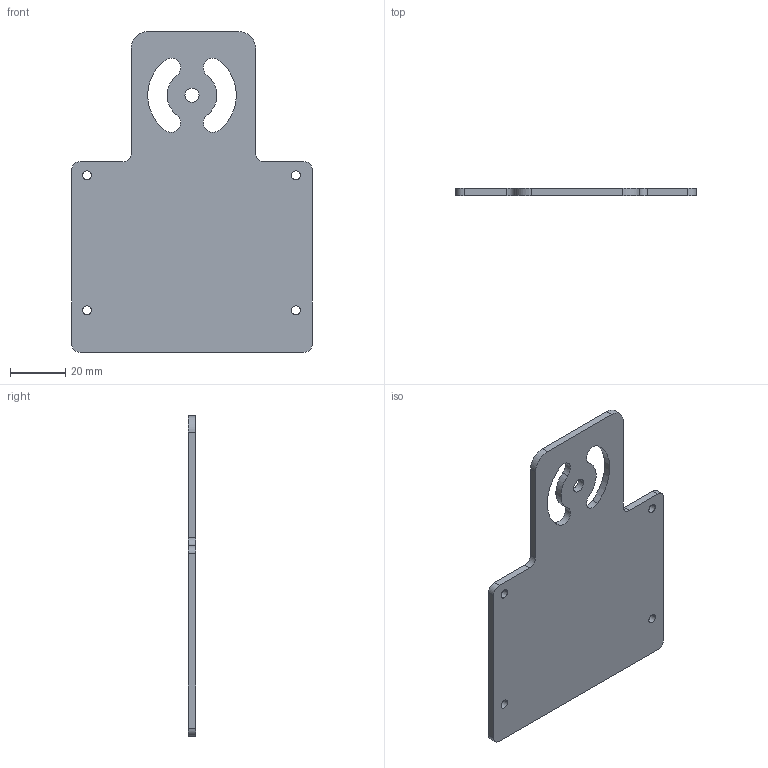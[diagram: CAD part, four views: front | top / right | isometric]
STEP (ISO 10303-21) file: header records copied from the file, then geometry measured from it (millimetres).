
FILE_DESCRIPTION((''),'2;1');
FILE_NAME('141793_SW','2008-08-11T',('banengservice'),('BANNER ENGINEERING'),'PRO/ENGINEER BY PARAMETRIC TECHNOLOGY CORPORATION, 2006170','PRO/ENGINEER BY PARAMETRIC TECHNOLOGY CORPORATION, 2006170','');
FILE_SCHEMA(('CONFIG_CONTROL_DESIGN'));
Length unit declared in the file: inch
Products named in the file (1): 141793_SW
Bounding box: 87 x 2.6 x 116 mm (x, y, z)
Volume: 19857.9 mm3; surface area: 16919.1 mm2
Topology: 1 solids, 1 shells, 329 faces, 939 edges, 626 vertices
Faces by surface type: plane 303, cylinder 26
Entity records: 10613 total; most frequent: CARTESIAN_POINT 1894, ORIENTED_EDGE 1878, DIRECTION 1649, EDGE_CURVE 939, VECTOR 887, LINE 887, VERTEX_POINT 626, AXIS2_PLACEMENT_3D 381
